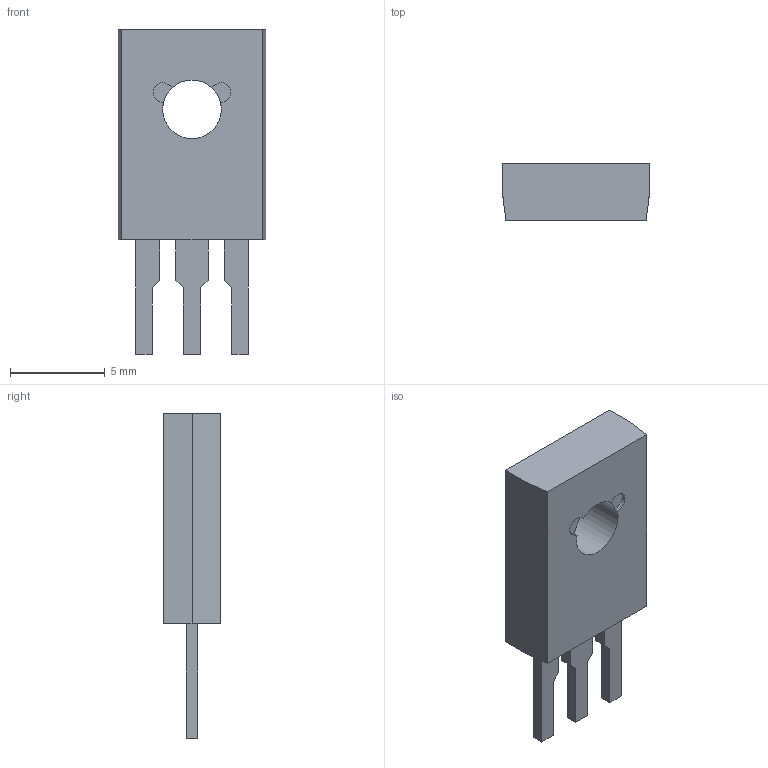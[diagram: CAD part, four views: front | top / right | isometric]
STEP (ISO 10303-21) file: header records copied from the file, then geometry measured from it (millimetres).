
FILE_DESCRIPTION((''),'2;1');
FILE_NAME('TO-225-V.stp','2015-10-05T15:17:00',(''),(''),'Mechanical Desktop 2011','Mechanical Desktop 2011',', , ');
FILE_SCHEMA(('AUTOMOTIVE_DESIGN { 1 2 10303 214 1 1 1 1 }'));
Length unit declared in the file: millimetre
Products named in the file (1): Product
Bounding box: 7.8 x 3 x 17.14 mm (x, y, z)
Volume: 246 mm3; surface area: 499.4 mm2
Topology: 5 solids, 5 shells, 57 faces, 138 edges, 92 vertices
Faces by surface type: plane 40, bspline 11, cylinder 6
Entity records: 1711 total; most frequent: CARTESIAN_POINT 321, ORIENTED_EDGE 276, DIRECTION 248, EDGE_CURVE 138, VECTOR 122, LINE 122, VERTEX_POINT 92, AXIS2_PLACEMENT_3D 63
